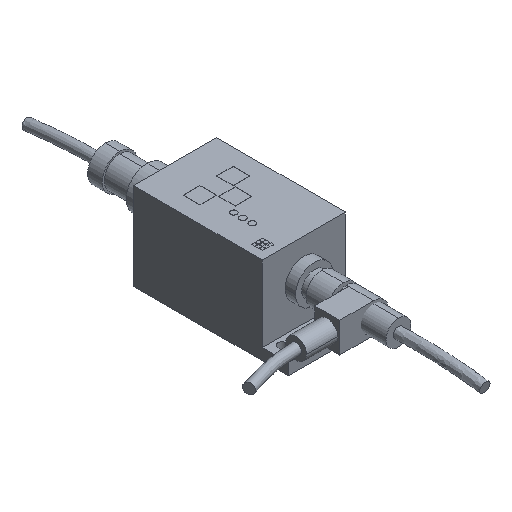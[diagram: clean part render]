
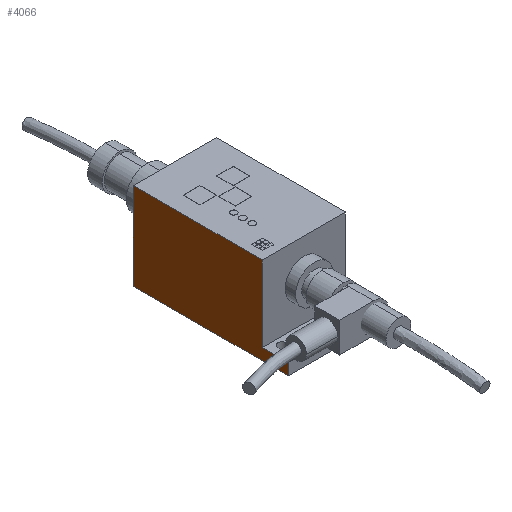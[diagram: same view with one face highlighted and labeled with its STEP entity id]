
A CAD part, isometric view. The second image highlights one B-rep face of the part: STEP entity #4066.
In plain terms, the highlighted planar face has unit normal (-1, 0, 0).
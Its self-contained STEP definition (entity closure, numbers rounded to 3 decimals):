
#2072=CARTESIAN_POINT('',(0.538,-34.043,42.0));
#2073=VERTEX_POINT('',#2072);
#2080=CARTESIAN_POINT('',(0.538,-34.043,5.5));
#2081=VERTEX_POINT('',#2080);
#2082=CARTESIAN_POINT('',(0.538,-34.043,5.5));
#2083=DIRECTION('',(0.0,0.0,1.0));
#2084=VECTOR('',#2083,36.5);
#2085=LINE('',#2082,#2084);
#2086=EDGE_CURVE('',#2081,#2073,#2085,.T.);
#3830=CARTESIAN_POINT('',(0.538,-46.543,5.5));
#3831=VERTEX_POINT('',#3830);
#3832=CARTESIAN_POINT('',(0.538,-46.543,5.5));
#3833=DIRECTION('',(0.0,1.0,0.0));
#3834=VECTOR('',#3833,12.5);
#3835=LINE('',#3832,#3834);
#3836=EDGE_CURVE('',#3831,#2081,#3835,.T.);
#3883=CARTESIAN_POINT('',(0.538,27.957,42.0));
#3884=VERTEX_POINT('',#3883);
#3891=CARTESIAN_POINT('',(0.538,-34.043,42.0));
#3892=DIRECTION('',(0.0,1.0,0.0));
#3893=VECTOR('',#3892,62.);
#3894=LINE('',#3891,#3893);
#3895=EDGE_CURVE('',#2073,#3884,#3894,.T.);
#4023=CARTESIAN_POINT('',(0.538,-46.543,0.0));
#4024=VERTEX_POINT('',#4023);
#4025=CARTESIAN_POINT('',(0.538,-46.543,0.0));
#4026=DIRECTION('',(0.0,0.0,1.0));
#4027=VECTOR('',#4026,5.5);
#4028=LINE('',#4025,#4027);
#4029=EDGE_CURVE('',#4024,#3831,#4028,.T.);
#4041=CARTESIAN_POINT('',(0.538,-46.543,0.0));
#4042=DIRECTION('',(-1.0,0.0,0.0));
#4043=DIRECTION('',(0.0,0.0,1.0));
#4044=AXIS2_PLACEMENT_3D('',#4041,#4042,#4043);
#4045=PLANE('',#4044);
#4046=ORIENTED_EDGE('',*,*,#2086,.T.);
#4047=ORIENTED_EDGE('',*,*,#3895,.T.);
#4048=CARTESIAN_POINT('',(0.538,27.957,0.0));
#4049=VERTEX_POINT('',#4048);
#4050=CARTESIAN_POINT('',(0.538,27.957,0.0));
#4051=DIRECTION('',(0.0,0.0,1.0));
#4052=VECTOR('',#4051,42.0);
#4053=LINE('',#4050,#4052);
#4054=EDGE_CURVE('',#4049,#3884,#4053,.T.);
#4055=ORIENTED_EDGE('',*,*,#4054,.F.);
#4056=CARTESIAN_POINT('',(0.538,-46.543,0.0));
#4057=DIRECTION('',(0.0,1.0,0.0));
#4058=VECTOR('',#4057,74.5);
#4059=LINE('',#4056,#4058);
#4060=EDGE_CURVE('',#4024,#4049,#4059,.T.);
#4061=ORIENTED_EDGE('',*,*,#4060,.F.);
#4062=ORIENTED_EDGE('',*,*,#4029,.T.);
#4063=ORIENTED_EDGE('',*,*,#3836,.T.);
#4064=EDGE_LOOP('',(#4046,#4047,#4055,#4061,#4062,#4063));
#4065=FACE_OUTER_BOUND('',#4064,.T.);
#4066=ADVANCED_FACE('',(#4065),#4045,.T.);
